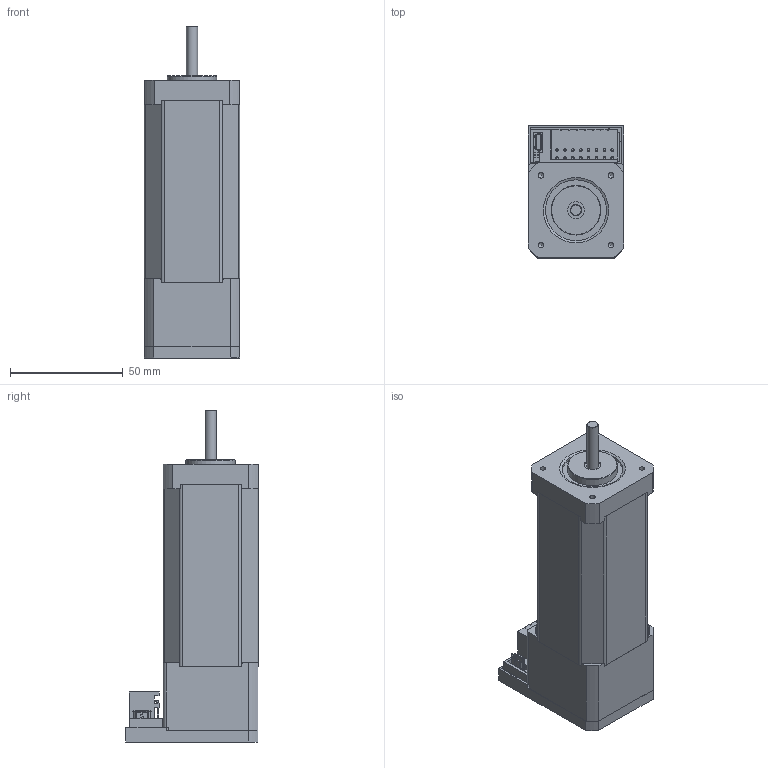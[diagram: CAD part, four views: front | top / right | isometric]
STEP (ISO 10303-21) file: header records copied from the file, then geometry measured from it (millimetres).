
FILE_DESCRIPTION(/* description */ (''),/* implementation_level */ '2;1');
FILE_NAME(/* name */ 'PD2-CB42C048040-E-01.stp',/* time_stamp */ '2016-04-14T09:34:37+02:00',/* author */ ('schneid_a'),/* organization */ (''),/* preprocessor_version */ 'ST-DEVELOPER v16.1',/* originating_system */ 'Autodesk Inventor 2016',/* authorisation */ '');
FILE_SCHEMA (('AUTOMOTIVE_DESIGN { 1 0 10303 214 3 1 1 }'));
Products named in the file (1): PD2-CB42C048040-E-01
Bounding box: 42.5 x 58.85 x 147.4 mm (x, y, z)
Volume: 176111.8 mm3; surface area: 54136.3 mm2
Topology: 29 solids, 29 shells, 2336 faces, 6283 edges, 4086 vertices
Faces by surface type: plane 1785, cylinder 408, cone 100, torus 28, bspline 11, sphere 4
Full cylindrical faces by diameter (mm): 0.457 x1, 1.2 x16, 1.6 x14, 2 x2, 2.013 x11, 2.208 x4, 2.459 x4, 2.5 x4, 2.9 x4, 3.4 x4, 4.7 x4, 5 x3, 6 x4, 7.5 x1, 9.2 x1, 12 x1, 16 x1, 21.95 x1, 22 x1, 27 x1
Entity records: 75324 total; most frequent: CARTESIAN_POINT 14352, ORIENTED_EDGE 12276, DIRECTION 11692, EDGE_CURVE 6138, LINE 4858, VECTOR 4858, VERTEX_POINT 4057, AXIS2_PLACEMENT_3D 3417
